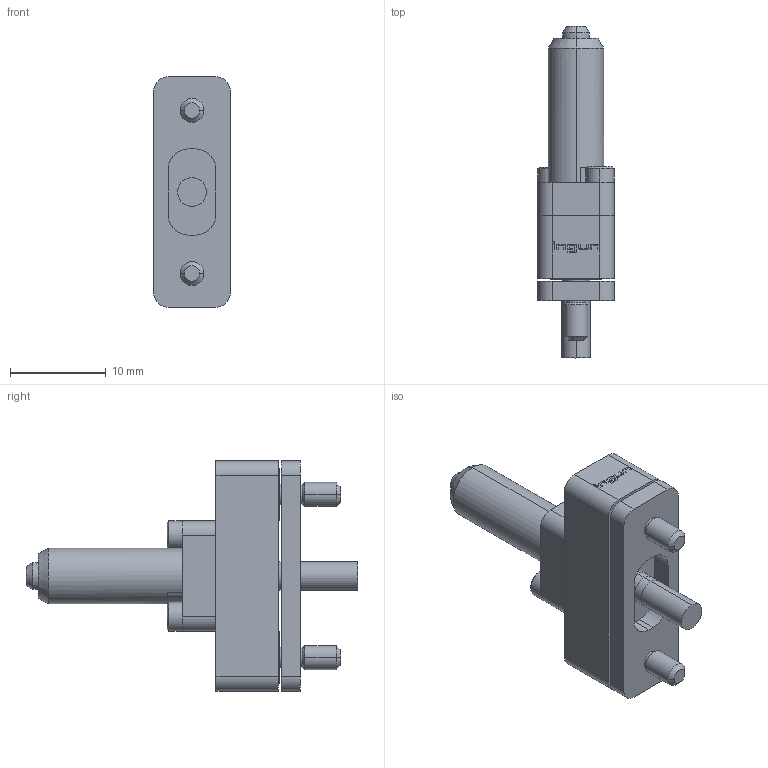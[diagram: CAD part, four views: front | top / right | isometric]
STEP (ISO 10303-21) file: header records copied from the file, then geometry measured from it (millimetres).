
FILE_DESCRIPTION (( 'STEP AP203' ), '1' );
FILE_NAME ('INGUN_HAS-807_HFM-1-S-VZ.STEP', '2023-05-24T11:20:35', ( '' ), ( '' ), 'SwSTEP 2.0', 'SolidWorks 2021', '' );
FILE_SCHEMA (( 'CONFIG_CONTROL_DESIGN' ));
Length unit declared in the file: millimetre
Products named in the file (1): INGUN_HAS-807_HFM-1-S-VZ
Bounding box: 8 x 34.6 x 24 mm (x, y, z)
Volume: 2207.4 mm3; surface area: 2431.9 mm2
Topology: 1 solids, 1 shells, 467 faces, 1231 edges, 799 vertices
Faces by surface type: plane 224, cylinder 192, cone 30, torus 17, bspline 4
Entity records: 18066 total; most frequent: CARTESIAN_POINT 6319, DIRECTION 2526, ORIENTED_EDGE 2458, EDGE_CURVE 1229, AXIS2_PLACEMENT_3D 949, VERTEX_POINT 799, LINE 628, VECTOR 628
